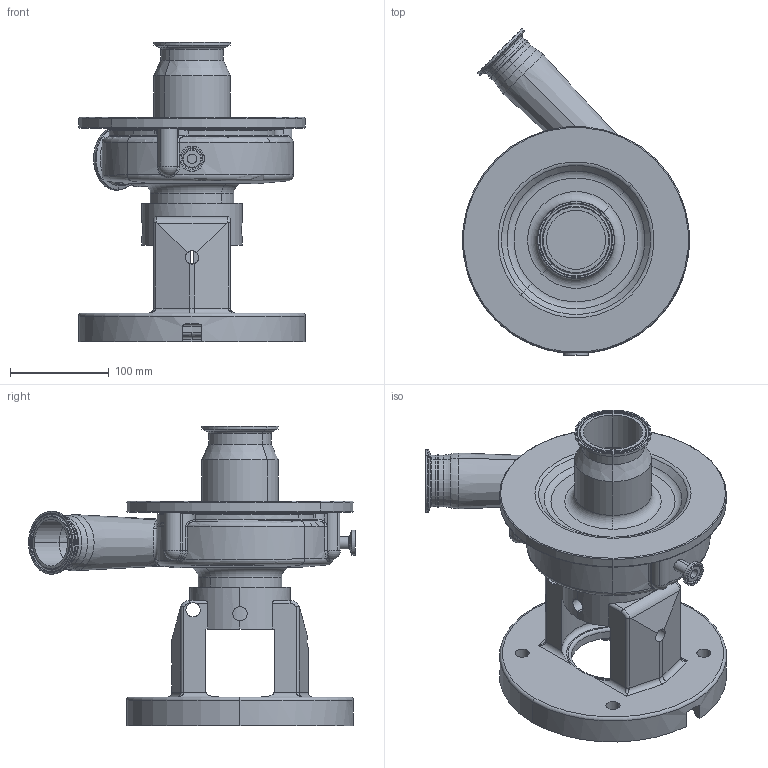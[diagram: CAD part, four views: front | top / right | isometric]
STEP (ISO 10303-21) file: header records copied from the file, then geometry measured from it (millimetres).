
FILE_DESCRIPTION (( 'STEP AP214' ), '1' );
FILE_NAME ('FPX 3521-3522 180TC 45 LEFT 1-2 IN STRAIGHT DRAIN.STEP', '2022-12-19T16:54:55', ( '' ), ( '' ), 'SwSTEP 2.0', 'SolidWorks 2021', '' );
FILE_SCHEMA (( 'AUTOMOTIVE_DESIGN' ));
Length unit declared in the file: millimetre
Products named in the file (2): FPX 352 180TC 45 LEFT 1-2 IN STRAIGHT DRAIN^1275000088.STEP; FPX 3521-3522 180TC 45 LEFT 1-2 IN STRAIGHT DRAIN
Assembly tree (1 placements, depth 2):
  FPX 3521-3522 180TC 45 LEFT 1-2 IN STRAIGHT DRAIN
    FPX 352 180TC 45 LEFT 1-2 IN STRAIGHT DRAIN^1275000088.STEP
Bounding box: 230 x 331.25 x 303.5 mm (x, y, z)
Volume: 3128547.1 mm3; surface area: 442795.1 mm2
Topology: 1 solids, 2 shells, 520 faces, 1267 edges, 737 vertices
Faces by surface type: cylinder 187, torus 138, plane 82, bspline 67, cone 30, sphere 16
Entity records: 26086 total; most frequent: CARTESIAN_POINT 14249, DIRECTION 2553, ORIENTED_EDGE 2494, EDGE_CURVE 1247, AXIS2_PLACEMENT_3D 1105, VERTEX_POINT 734, CIRCLE 648, EDGE_LOOP 555
